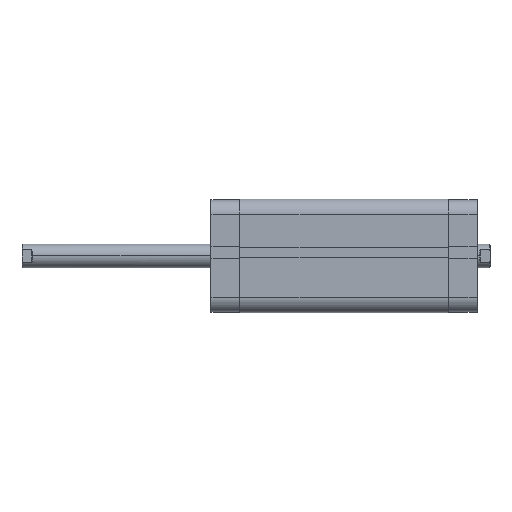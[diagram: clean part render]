
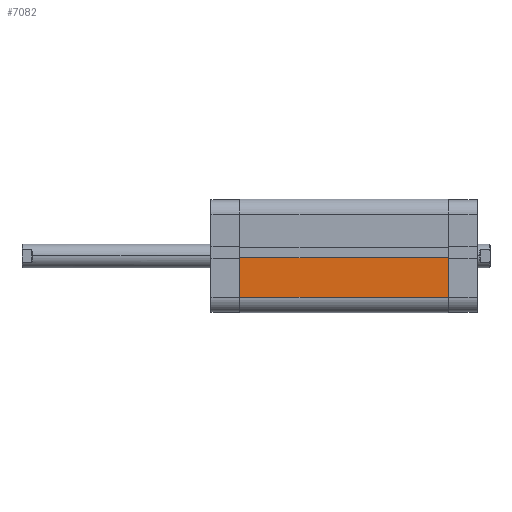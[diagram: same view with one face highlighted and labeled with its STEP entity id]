
A CAD part, top view. The second image highlights one B-rep face of the part: STEP entity #7082.
In plain terms, the highlighted face is planar.
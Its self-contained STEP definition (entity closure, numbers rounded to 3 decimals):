
#744 = PLANE ( 'NONE',  #5903 ) ;
#747 = CARTESIAN_POINT ( 'NONE',  ( 29., -63.941, 106.5 ) ) ;
#753 = DIRECTION ( 'NONE',  ( 1., 0., 0. ) ) ;
#754 = DIRECTION ( 'NONE',  ( 0., 1., 0. ) ) ;
#1426 = FACE_OUTER_BOUND ( 'NONE', #1936, .T. ) ;
#1936 = EDGE_LOOP ( 'NONE', ( #6340, #6341, #6342, #6343 ) ) ;
#2266 = VERTEX_POINT ( 'NONE', #2635 ) ;
#2271 = VERTEX_POINT ( 'NONE', #2640 ) ;
#2307 = VERTEX_POINT ( 'NONE', #2676 ) ;
#2308 = VERTEX_POINT ( 'NONE', #2677 ) ;
#2635 = CARTESIAN_POINT ( 'NONE',  ( 29., 0.85, 0. ) ) ;
#2640 = CARTESIAN_POINT ( 'NONE',  ( 29., 0.85, 106.5 ) ) ;
#2676 = CARTESIAN_POINT ( 'NONE',  ( 29., 21., 0. ) ) ;
#2677 = CARTESIAN_POINT ( 'NONE',  ( 29., 21., 106.5 ) ) ;
#3005 = LINE ( 'NONE', #4070, #3006 ) ;
#3006 = VECTOR ( 'NONE', #4071, 1000. ) ;
#3007 = LINE ( 'NONE', #4072, #3008 ) ;
#3008 = VECTOR ( 'NONE', #4073, 1000. ) ;
#3013 = LINE ( 'NONE', #4079, #3014 ) ;
#3014 = VECTOR ( 'NONE', #4080, 1000. ) ;
#3017 = LINE ( 'NONE', #4078, #3021 ) ;
#3021 = VECTOR ( 'NONE', #4089, 1000. ) ;
#4070 = CARTESIAN_POINT ( 'NONE',  ( 29., -63.941, 0. ) ) ;
#4071 = DIRECTION ( 'NONE',  ( 0., -1., 0. ) ) ;
#4072 = CARTESIAN_POINT ( 'NONE',  ( 29., 21., 106.5 ) ) ;
#4073 = DIRECTION ( 'NONE',  ( 0., 0., -1. ) ) ;
#4078 = CARTESIAN_POINT ( 'NONE',  ( 29., -63.941, 106.5 ) ) ;
#4079 = CARTESIAN_POINT ( 'NONE',  ( 29., 0.85, 106.5 ) ) ;
#4080 = DIRECTION ( 'NONE',  ( 0., 0., -1. ) ) ;
#4089 = DIRECTION ( 'NONE',  ( 0., -1., 0. ) ) ;
#5101 = EDGE_CURVE ( 'NONE', #2307, #2266, #3005, .T. ) ;
#5102 = EDGE_CURVE ( 'NONE', #2308, #2307, #3007, .T. ) ;
#5105 = EDGE_CURVE ( 'NONE', #2271, #2266, #3013, .T. ) ;
#5109 = EDGE_CURVE ( 'NONE', #2308, #2271, #3017, .T. ) ;
#5903 = AXIS2_PLACEMENT_3D ( 'NONE', #747, #753, #754 ) ;
#6340 = ORIENTED_EDGE ( 'NONE', *, *, #5101, .F. ) ;
#6341 = ORIENTED_EDGE ( 'NONE', *, *, #5102, .F. ) ;
#6342 = ORIENTED_EDGE ( 'NONE', *, *, #5109, .T. ) ;
#6343 = ORIENTED_EDGE ( 'NONE', *, *, #5105, .T. ) ;
#7082 = ADVANCED_FACE ( 'NONE', ( #1426 ), #744, .T. ) ;
